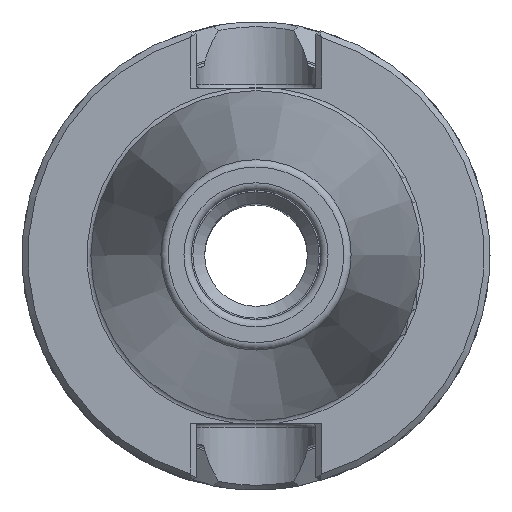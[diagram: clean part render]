
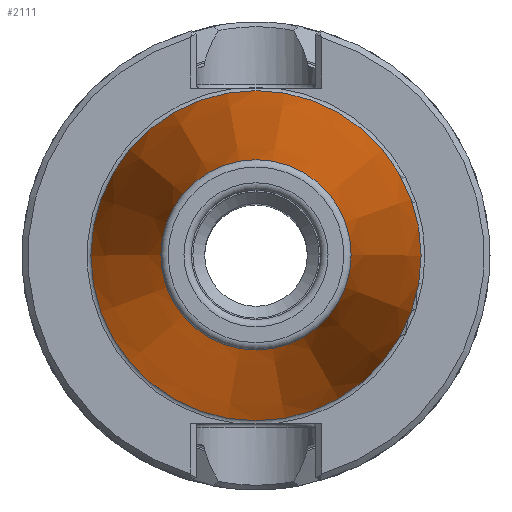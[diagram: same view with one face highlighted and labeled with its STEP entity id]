
A CAD part, top view. The second image highlights one B-rep face of the part: STEP entity #2111.
In plain terms, the highlighted conical face has half-angle 8.297 degrees and reference radius 12.812 mm.
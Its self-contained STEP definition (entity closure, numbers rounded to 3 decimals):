
#213=CONICAL_SURFACE('',#2265,12.812,0.145);
#346=ORIENTED_EDGE('',*,*,#674,.F.);
#347=ORIENTED_EDGE('',*,*,#675,.T.);
#674=EDGE_CURVE('',#855,#855,#977,.T.);
#675=EDGE_CURVE('',#856,#856,#978,.T.);
#855=VERTEX_POINT('',#3002);
#856=VERTEX_POINT('',#3004);
#977=CIRCLE('',#2266,12.812);
#978=CIRCLE('',#2267,22.225);
#1106=EDGE_LOOP('',(#346));
#1107=EDGE_LOOP('',(#347));
#1260=FACE_BOUND('',#1106,.T.);
#1261=FACE_BOUND('',#1107,.T.);
#2111=ADVANCED_FACE('',(#1260,#1261),#213,.T.);
#2265=AXIS2_PLACEMENT_3D('',#3000,#2569,#2570);
#2266=AXIS2_PLACEMENT_3D('',#3001,#2571,#2572);
#2267=AXIS2_PLACEMENT_3D('',#3003,#2573,#2574);
#2569=DIRECTION('',(0.,0.,-1.));
#2570=DIRECTION('',(-1.,0.,0.));
#2571=DIRECTION('',(0.,0.,1.));
#2572=DIRECTION('',(1.,0.,0.));
#2573=DIRECTION('',(0.,0.,1.));
#2574=DIRECTION('',(1.,0.,0.));
#3000=CARTESIAN_POINT('',(0.,0.,64.544));
#3001=CARTESIAN_POINT('',(0.,0.,64.544));
#3002=CARTESIAN_POINT('',(12.812,0.,64.544));
#3003=CARTESIAN_POINT('',(0.,0.,0.));
#3004=CARTESIAN_POINT('',(22.225,0.,0.));
